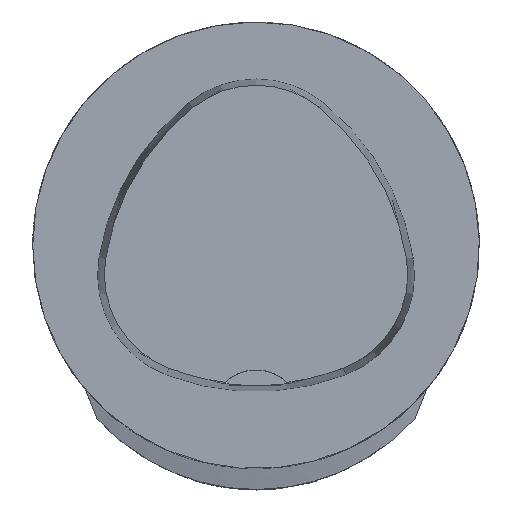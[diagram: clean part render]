
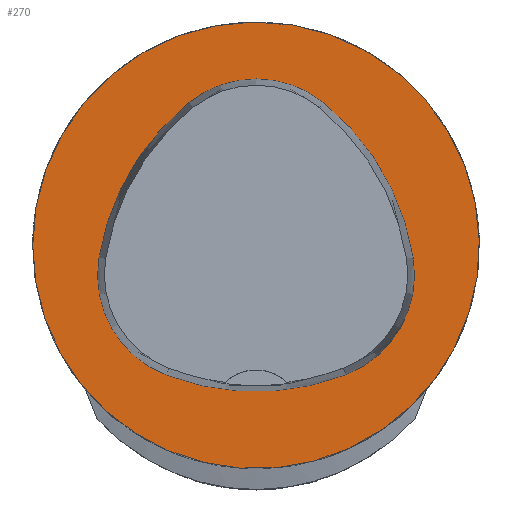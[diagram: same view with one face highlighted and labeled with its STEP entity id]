
A CAD part, top view. The second image highlights one B-rep face of the part: STEP entity #270.
In plain terms, the highlighted planar face has unit normal (0, 0, 1).
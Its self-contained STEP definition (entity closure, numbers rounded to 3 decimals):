
#270=ADVANCED_FACE('',(#348,#349),#305,.T.);
#305=PLANE('',#1007);
#348=FACE_BOUND('',#397,.T.);
#349=FACE_BOUND('',#398,.T.);
#397=EDGE_LOOP('',(#550,#551,#552,#553,#554,#555));
#398=EDGE_LOOP('',(#556));
#550=ORIENTED_EDGE('',*,*,#802,.T.);
#551=ORIENTED_EDGE('',*,*,#782,.T.);
#552=ORIENTED_EDGE('',*,*,#786,.T.);
#553=ORIENTED_EDGE('',*,*,#789,.T.);
#554=ORIENTED_EDGE('',*,*,#792,.T.);
#555=ORIENTED_EDGE('',*,*,#800,.T.);
#556=ORIENTED_EDGE('',*,*,#748,.F.);
#671=VERTEX_POINT('',#1514);
#697=VERTEX_POINT('',#1610);
#698=VERTEX_POINT('',#1611);
#701=VERTEX_POINT('',#1619);
#703=VERTEX_POINT('',#1625);
#705=VERTEX_POINT('',#1631);
#712=VERTEX_POINT('',#1652);
#748=EDGE_CURVE('',#671,#671,#832,.T.);
#782=EDGE_CURVE('',#697,#698,#839,.T.);
#786=EDGE_CURVE('',#698,#701,#841,.T.);
#789=EDGE_CURVE('',#701,#703,#843,.T.);
#792=EDGE_CURVE('',#703,#705,#845,.T.);
#800=EDGE_CURVE('',#705,#712,#849,.T.);
#802=EDGE_CURVE('',#712,#697,#851,.T.);
#832=CIRCLE('',#963,25.);
#839=CIRCLE('',#985,28.);
#841=CIRCLE('',#988,12.);
#843=CIRCLE('',#991,28.);
#845=CIRCLE('',#994,12.);
#849=CIRCLE('',#999,28.);
#851=CIRCLE('',#1002,12.);
#963=AXIS2_PLACEMENT_3D('',#1513,#1110,#1111);
#985=AXIS2_PLACEMENT_3D('',#1609,#1166,#1167);
#988=AXIS2_PLACEMENT_3D('',#1618,#1174,#1175);
#991=AXIS2_PLACEMENT_3D('',#1624,#1181,#1182);
#994=AXIS2_PLACEMENT_3D('',#1630,#1188,#1189);
#999=AXIS2_PLACEMENT_3D('',#1653,#1200,#1201);
#1002=AXIS2_PLACEMENT_3D('',#1656,#1206,#1207);
#1007=AXIS2_PLACEMENT_3D('',#1661,#1216,#1217);
#1110=DIRECTION('',(0.,0.,-1.));
#1111=DIRECTION('',(-1.,0.,0.));
#1166=DIRECTION('',(0.,0.,-1.));
#1167=DIRECTION('',(-1.,0.,0.));
#1174=DIRECTION('',(0.,0.,-1.));
#1175=DIRECTION('',(-1.,0.,0.));
#1181=DIRECTION('',(0.,0.,-1.));
#1182=DIRECTION('',(-1.,0.,0.));
#1188=DIRECTION('',(0.,0.,-1.));
#1189=DIRECTION('',(-1.,0.,0.));
#1200=DIRECTION('',(0.,0.,-1.));
#1201=DIRECTION('',(-1.,0.,0.));
#1206=DIRECTION('',(0.,0.,-1.));
#1207=DIRECTION('',(-1.,0.,0.));
#1216=DIRECTION('',(0.,0.,1.));
#1217=DIRECTION('',(1.,0.,0.));
#1513=CARTESIAN_POINT('',(0.,0.,0.));
#1514=CARTESIAN_POINT('',(-25.,0.,0.));
#1609=CARTESIAN_POINT('',(10.068,-5.824,0.));
#1610=CARTESIAN_POINT('',(-17.584,-1.424,0.));
#1611=CARTESIAN_POINT('',(-7.531,15.953,0.));
#1618=CARTESIAN_POINT('',(0.011,6.62,0.));
#1619=CARTESIAN_POINT('',(7.567,15.942,0.));
#1624=CARTESIAN_POINT('',(-10.063,-5.81,0.));
#1625=CARTESIAN_POINT('',(17.59,-1.418,0.));
#1630=CARTESIAN_POINT('',(5.739,-3.3,0.));
#1631=CARTESIAN_POINT('',(10.05,-14.499,0.));
#1652=CARTESIAN_POINT('',(-10.025,-14.516,0.));
#1653=CARTESIAN_POINT('',(-0.01,11.631,0.));
#1656=CARTESIAN_POINT('',(-5.733,-3.31,0.));
#1661=CARTESIAN_POINT('',(0.,0.,0.));
